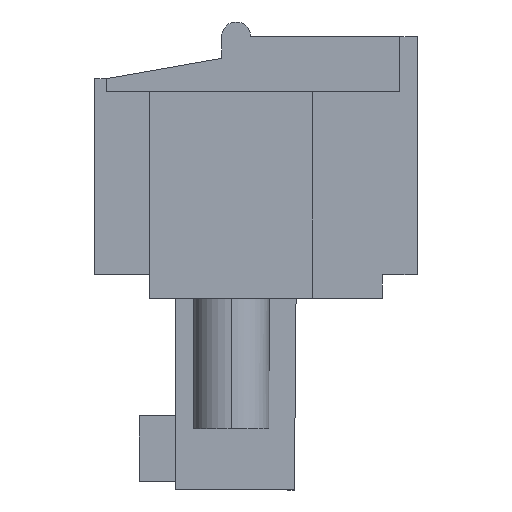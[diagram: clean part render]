
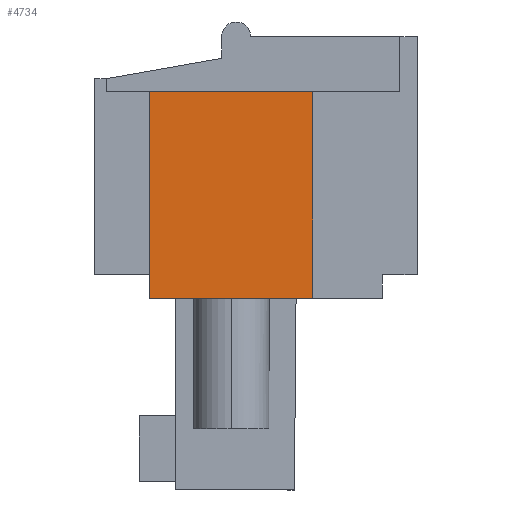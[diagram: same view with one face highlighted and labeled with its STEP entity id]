
A CAD part, left-side view. The second image highlights one B-rep face of the part: STEP entity #4734.
In plain terms, the highlighted planar face has unit normal (-1, 0, 0).
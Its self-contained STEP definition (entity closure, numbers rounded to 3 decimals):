
#4721=AXIS2_PLACEMENT_3D('Plane Axis2P3D',#4718,#4719,#4720) ;
#1025=CARTESIAN_POINT('Vertex',(0.,3.6,6.6)) ;
#1028=CARTESIAN_POINT('Line Origine',(0.,6.4,6.6)) ;
#1032=CARTESIAN_POINT('Vertex',(0.,9.2,6.6)) ;
#3034=CARTESIAN_POINT('Line Origine',(0.,3.6,10.15)) ;
#3038=CARTESIAN_POINT('Vertex',(0.,3.6,13.7)) ;
#3696=CARTESIAN_POINT('Vertex',(0.,9.2,13.7)) ;
#3699=CARTESIAN_POINT('Line Origine',(0.,6.4,13.7)) ;
#4718=CARTESIAN_POINT('Axis2P3D Location',(0.,8.7,13.7)) ;
#4723=CARTESIAN_POINT('Line Origine',(0.,9.2,10.15)) ;
#1029=DIRECTION('Vector Direction',(0.,-1.,0.)) ;
#3035=DIRECTION('Vector Direction',(0.,0.,-1.)) ;
#3700=DIRECTION('Vector Direction',(0.,-1.,0.)) ;
#4719=DIRECTION('Axis2P3D Direction',(1.,0.,0.)) ;
#4720=DIRECTION('Axis2P3D XDirection',(0.,-1.,0.)) ;
#4724=DIRECTION('Vector Direction',(0.,0.,-1.)) ;
#1030=VECTOR('Line Direction',#1029,1.) ;
#3036=VECTOR('Line Direction',#3035,1.) ;
#3701=VECTOR('Line Direction',#3700,1.) ;
#4725=VECTOR('Line Direction',#4724,1.) ;
#4729=ORIENTED_EDGE('',*,*,#4727,.T.) ;
#4730=ORIENTED_EDGE('',*,*,#1034,.T.) ;
#4731=ORIENTED_EDGE('',*,*,#3040,.F.) ;
#4732=ORIENTED_EDGE('',*,*,#3703,.F.) ;
#4734=ADVANCED_FACE('HOUSING',(#4733),#4722,.F.) ;
#1034=EDGE_CURVE('',#1033,#1026,#1031,.T.) ;
#3040=EDGE_CURVE('',#3039,#1026,#3037,.T.) ;
#3703=EDGE_CURVE('',#3697,#3039,#3702,.T.) ;
#4727=EDGE_CURVE('',#3697,#1033,#4726,.T.) ;
#4728=EDGE_LOOP('',(#4729,#4730,#4731,#4732)) ;
#4733=FACE_OUTER_BOUND('',#4728,.T.) ;
#1031=LINE('Line',#1028,#1030) ;
#3037=LINE('Line',#3034,#3036) ;
#3702=LINE('Line',#3699,#3701) ;
#4726=LINE('Line',#4723,#4725) ;
#4722=PLANE('',#4721) ;
#1026=VERTEX_POINT('',#1025) ;
#1033=VERTEX_POINT('',#1032) ;
#3039=VERTEX_POINT('',#3038) ;
#3697=VERTEX_POINT('',#3696) ;
